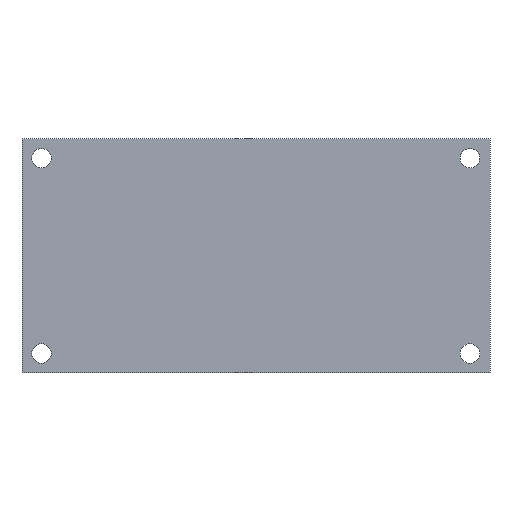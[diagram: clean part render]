
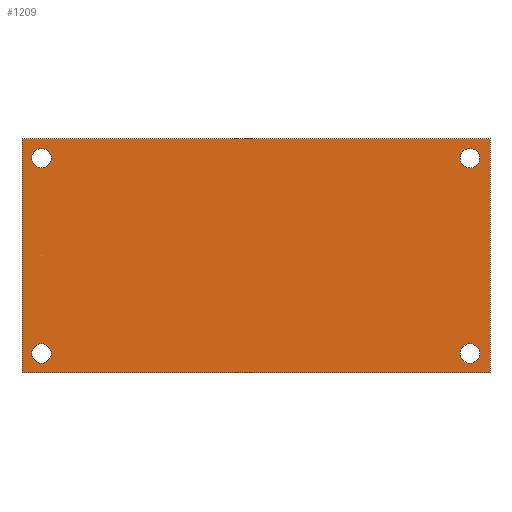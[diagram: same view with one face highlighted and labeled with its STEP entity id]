
A CAD part, front view. The second image highlights one B-rep face of the part: STEP entity #1209.
In plain terms, the highlighted planar face has unit normal (0, -1, 0).
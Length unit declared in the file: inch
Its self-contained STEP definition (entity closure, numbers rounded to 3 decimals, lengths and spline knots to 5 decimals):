
#20=FACE_BOUND('',#210,.T.);
#21=FACE_BOUND('',#211,.T.);
#22=FACE_BOUND('',#212,.T.);
#23=FACE_BOUND('',#213,.T.);
#74=PLANE('',#1322);
#139=FACE_OUTER_BOUND('',#209,.T.);
#209=EDGE_LOOP('',(#1058,#1059,#1060,#1061));
#210=EDGE_LOOP('',(#1062));
#211=EDGE_LOOP('',(#1063));
#212=EDGE_LOOP('',(#1064));
#213=EDGE_LOOP('',(#1065));
#333=LINE('',#1991,#453);
#337=LINE('',#1999,#457);
#340=LINE('',#2005,#460);
#343=LINE('',#2010,#463);
#453=VECTOR('',#1646,3.);
#457=VECTOR('',#1652,6.);
#460=VECTOR('',#1657,3.);
#463=VECTOR('',#1662,6.);
#503=CIRCLE('',#1307,0.125);
#505=CIRCLE('',#1310,0.125);
#507=CIRCLE('',#1313,0.125);
#509=CIRCLE('',#1316,0.125);
#609=VERTEX_POINT('',#1969);
#611=VERTEX_POINT('',#1974);
#613=VERTEX_POINT('',#1979);
#615=VERTEX_POINT('',#1984);
#617=VERTEX_POINT('',#1989);
#618=VERTEX_POINT('',#1990);
#621=VERTEX_POINT('',#1998);
#623=VERTEX_POINT('',#2004);
#771=EDGE_CURVE('',#609,#609,#503,.T.);
#773=EDGE_CURVE('',#611,#611,#505,.T.);
#775=EDGE_CURVE('',#613,#613,#507,.T.);
#777=EDGE_CURVE('',#615,#615,#509,.T.);
#779=EDGE_CURVE('',#617,#618,#333,.T.);
#783=EDGE_CURVE('',#618,#621,#337,.T.);
#786=EDGE_CURVE('',#621,#623,#340,.T.);
#789=EDGE_CURVE('',#623,#617,#343,.T.);
#1058=ORIENTED_EDGE('',*,*,#789,.T.);
#1059=ORIENTED_EDGE('',*,*,#779,.T.);
#1060=ORIENTED_EDGE('',*,*,#783,.T.);
#1061=ORIENTED_EDGE('',*,*,#786,.T.);
#1062=ORIENTED_EDGE('',*,*,#771,.T.);
#1063=ORIENTED_EDGE('',*,*,#773,.T.);
#1064=ORIENTED_EDGE('',*,*,#775,.T.);
#1065=ORIENTED_EDGE('',*,*,#777,.T.);
#1209=ADVANCED_FACE('',(#139,#20,#21,#22,#23),#74,.F.);
#1307=AXIS2_PLACEMENT_3D('',#1970,#1622,#1623);
#1310=AXIS2_PLACEMENT_3D('',#1975,#1628,#1629);
#1313=AXIS2_PLACEMENT_3D('',#1980,#1634,#1635);
#1316=AXIS2_PLACEMENT_3D('',#1985,#1640,#1641);
#1322=AXIS2_PLACEMENT_3D('',#2012,#1664,#1665);
#1622=DIRECTION('center_axis',(0.,1.,0.));
#1623=DIRECTION('ref_axis',(1.,0.,0.));
#1628=DIRECTION('center_axis',(0.,1.,0.));
#1629=DIRECTION('ref_axis',(1.,0.,0.));
#1634=DIRECTION('center_axis',(0.,1.,0.));
#1635=DIRECTION('ref_axis',(1.,0.,0.));
#1640=DIRECTION('center_axis',(0.,1.,0.));
#1641=DIRECTION('ref_axis',(1.,0.,0.));
#1646=DIRECTION('',(0.,0.,1.));
#1652=DIRECTION('',(-1.,0.,0.));
#1657=DIRECTION('',(0.,0.,-1.));
#1662=DIRECTION('',(1.,0.,0.));
#1664=DIRECTION('center_axis',(0.,1.,0.));
#1665=DIRECTION('ref_axis',(0.,0.,1.));
#1969=CARTESIAN_POINT('',(5.61777,0.,2.75365));
#1970=CARTESIAN_POINT('Origin',(5.74277,0.,2.75365));
#1974=CARTESIAN_POINT('',(0.125,0.,0.25));
#1975=CARTESIAN_POINT('Origin',(0.25,0.,0.25));
#1979=CARTESIAN_POINT('',(0.125,0.,2.75365));
#1980=CARTESIAN_POINT('Origin',(0.25,0.,2.75365));
#1984=CARTESIAN_POINT('',(5.61777,0.,0.25));
#1985=CARTESIAN_POINT('Origin',(5.74277,0.,0.25));
#1989=CARTESIAN_POINT('',(6.,0.,0.));
#1990=CARTESIAN_POINT('',(6.,0.,3.));
#1991=CARTESIAN_POINT('',(6.,0.,0.));
#1998=CARTESIAN_POINT('',(0.,0.,3.));
#1999=CARTESIAN_POINT('',(6.,0.,3.));
#2004=CARTESIAN_POINT('',(0.,0.,0.));
#2005=CARTESIAN_POINT('',(0.,0.,3.));
#2010=CARTESIAN_POINT('',(0.,0.,0.));
#2012=CARTESIAN_POINT('Origin',(3.,0.,1.5));
